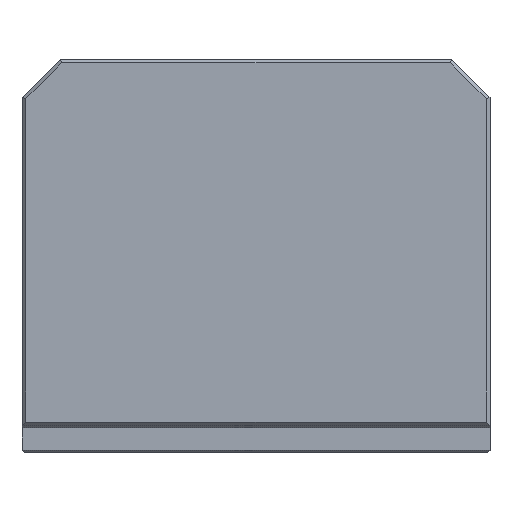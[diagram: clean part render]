
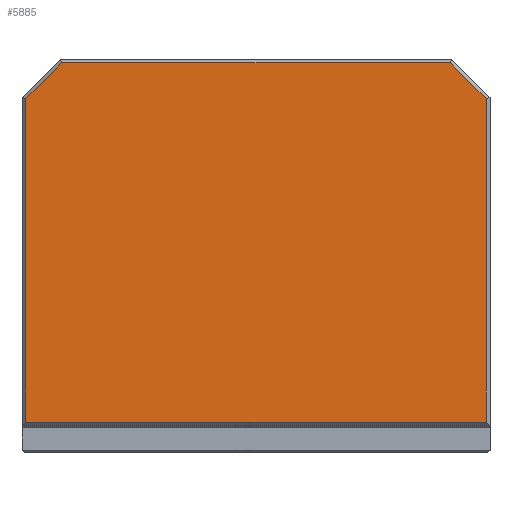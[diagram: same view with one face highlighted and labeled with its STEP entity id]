
A CAD part, top view. The second image highlights one B-rep face of the part: STEP entity #5885.
In plain terms, the highlighted planar face has unit normal (0, 0, 1).
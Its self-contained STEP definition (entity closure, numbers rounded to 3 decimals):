
#338=FACE_OUTER_BOUND('',#677,.T.);
#677=EDGE_LOOP('',(#4909,#4910,#4911,#4912,#4913,#4914));
#1341=LINE('',#8988,#2130);
#1345=LINE('',#8996,#2134);
#1348=LINE('',#9002,#2137);
#1351=LINE('',#9008,#2140);
#1355=LINE('',#9016,#2144);
#1358=LINE('',#9020,#2147);
#2130=VECTOR('',#7340,10.);
#2134=VECTOR('',#7346,10.);
#2137=VECTOR('',#7351,10.);
#2140=VECTOR('',#7356,10.);
#2144=VECTOR('',#7362,10.);
#2147=VECTOR('',#7367,10.);
#2749=VERTEX_POINT('',#8986);
#2750=VERTEX_POINT('',#8987);
#2753=VERTEX_POINT('',#8995);
#2755=VERTEX_POINT('',#9001);
#2757=VERTEX_POINT('',#9007);
#2760=VERTEX_POINT('',#9015);
#3481=EDGE_CURVE('',#2749,#2750,#1341,.T.);
#3485=EDGE_CURVE('',#2750,#2753,#1345,.T.);
#3488=EDGE_CURVE('',#2753,#2755,#1348,.T.);
#3491=EDGE_CURVE('',#2755,#2757,#1351,.T.);
#3495=EDGE_CURVE('',#2757,#2760,#1355,.T.);
#3498=EDGE_CURVE('',#2760,#2749,#1358,.T.);
#4909=ORIENTED_EDGE('',*,*,#3481,.F.);
#4910=ORIENTED_EDGE('',*,*,#3498,.F.);
#4911=ORIENTED_EDGE('',*,*,#3495,.F.);
#4912=ORIENTED_EDGE('',*,*,#3491,.F.);
#4913=ORIENTED_EDGE('',*,*,#3488,.F.);
#4914=ORIENTED_EDGE('',*,*,#3485,.F.);
#5593=PLANE('',#6228);
#5885=ADVANCED_FACE('',(#338),#5593,.T.);
#6228=AXIS2_PLACEMENT_3D('',#9033,#7381,#7382);
#7340=DIRECTION('',(0.707,0.707,0.));
#7346=DIRECTION('',(1.,0.,0.));
#7351=DIRECTION('',(0.707,-0.707,0.));
#7356=DIRECTION('',(0.,-1.,0.));
#7362=DIRECTION('',(-1.,0.,0.));
#7367=DIRECTION('',(0.,1.,0.));
#7381=DIRECTION('center_axis',(0.,0.,1.));
#7382=DIRECTION('ref_axis',(1.,0.,0.));
#8986=CARTESIAN_POINT('',(-60.25,37.586,51.5));
#8987=CARTESIAN_POINT('',(-50.836,47.,51.5));
#8988=CARTESIAN_POINT('',(-49.73,48.105,51.5));
#8995=CARTESIAN_POINT('',(50.836,47.,51.5));
#8996=CARTESIAN_POINT('',(25.625,47.,51.5));
#9001=CARTESIAN_POINT('',(60.25,37.586,51.5));
#9002=CARTESIAN_POINT('',(54.73,43.105,51.5));
#9007=CARTESIAN_POINT('',(60.25,-47.,51.5));
#9008=CARTESIAN_POINT('',(60.25,-24.,51.5));
#9015=CARTESIAN_POINT('',(-60.25,-47.,51.5));
#9016=CARTESIAN_POINT('',(-30.125,-47.,51.5));
#9020=CARTESIAN_POINT('',(-60.25,19.,51.5));
#9033=CARTESIAN_POINT('Origin',(0.,0.,51.5));
